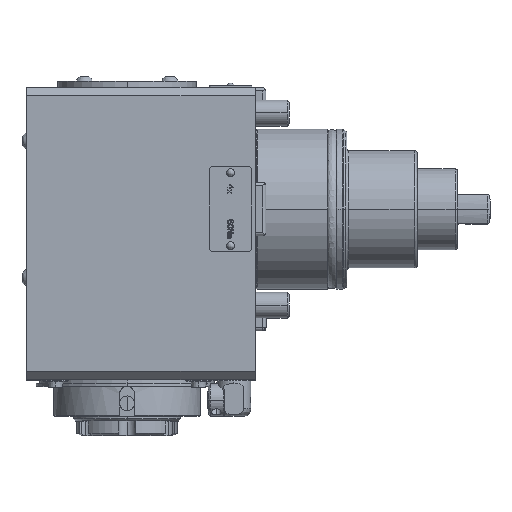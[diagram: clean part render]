
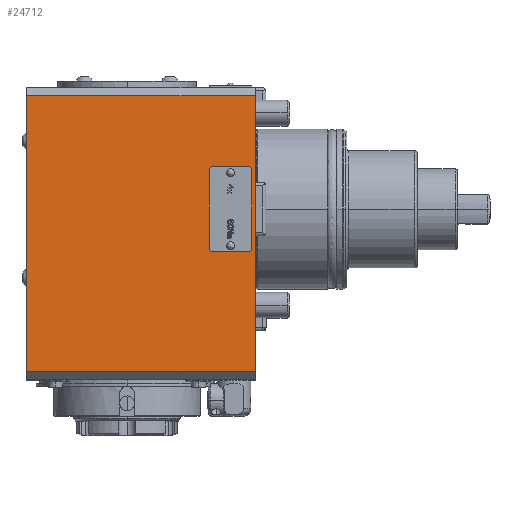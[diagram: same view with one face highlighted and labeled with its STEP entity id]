
A CAD part, top view. The second image highlights one B-rep face of the part: STEP entity #24712.
In plain terms, the highlighted planar face has unit normal (0, 0, 1).
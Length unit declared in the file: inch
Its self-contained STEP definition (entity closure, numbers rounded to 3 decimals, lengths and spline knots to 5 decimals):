
#132 = VERTEX_POINT ( 'NONE', #20152 ) ;
#573 = VERTEX_POINT ( 'NONE', #27800 ) ;
#1028 = CARTESIAN_POINT ( 'NONE',  ( 0., -3.32503, 2.20472 ) ) ;
#1090 = VERTEX_POINT ( 'NONE', #37683 ) ;
#1577 = ORIENTED_EDGE ( 'NONE', *, *, #45220, .F. ) ;
#2449 = VECTOR ( 'NONE', #20510, 39.37008 ) ;
#3221 = LINE ( 'NONE', #46073, #14853 ) ;
#3539 = EDGE_CURVE ( 'NONE', #20402, #573, #3221, .T. ) ;
#3592 = ORIENTED_EDGE ( 'NONE', *, *, #4790, .F. ) ;
#4400 = EDGE_LOOP ( 'NONE', ( #19989, #40243, #15324, #42931, #21131, #3592, #36512, #14659 ) ) ;
#4647 = CARTESIAN_POINT ( 'NONE',  ( -0.76772, 0.7874, 2.20472 ) ) ;
#4663 = DIRECTION ( 'NONE',  ( 1., 0., 0. ) ) ;
#4790 = EDGE_CURVE ( 'NONE', #573, #44473, #28739, .T. ) ;
#5408 = CARTESIAN_POINT ( 'NONE',  ( 0., -3.32503, 2.20472 ) ) ;
#6101 = DIRECTION ( 'NONE',  ( -1., 0., 0. ) ) ;
#6593 = DIRECTION ( 'NONE',  ( 1., 0., 0. ) ) ;
#7338 = ORIENTED_EDGE ( 'NONE', *, *, #13560, .F. ) ;
#7697 = CARTESIAN_POINT ( 'NONE',  ( -0.76772, 0.70866, 2.20472 ) ) ;
#8991 = EDGE_CURVE ( 'NONE', #44473, #25107, #32731, .T. ) ;
#9087 = EDGE_CURVE ( 'NONE', #30819, #16637, #40413, .T. ) ;
#9967 = ORIENTED_EDGE ( 'NONE', *, *, #34726, .T. ) ;
#10086 = DIRECTION ( 'NONE',  ( 0., 0., 1. ) ) ;
#11054 = VECTOR ( 'NONE', #31715, 39.37008 ) ;
#11593 = CARTESIAN_POINT ( 'NONE',  ( -0.84646, 0.70866, 2.20472 ) ) ;
#11723 = DIRECTION ( 'NONE',  ( 1., 0., 0. ) ) ;
#12063 = EDGE_CURVE ( 'NONE', #44258, #14107, #12817, .T. ) ;
#12556 = CARTESIAN_POINT ( 'NONE',  ( 0., 2.08661, 2.20472 ) ) ;
#12763 = CARTESIAN_POINT ( 'NONE',  ( -0.1378, 0.7874, 2.20472 ) ) ;
#12817 = LINE ( 'NONE', #27054, #2449 ) ;
#13367 = AXIS2_PLACEMENT_3D ( 'NONE', #7697, #17972, #4663 ) ;
#13451 = DIRECTION ( 'NONE',  ( 0., 0., 1. ) ) ;
#13560 = EDGE_CURVE ( 'NONE', #132, #1090, #45826, .T. ) ;
#13905 = DIRECTION ( 'NONE',  ( 0., 1., 0. ) ) ;
#13928 = DIRECTION ( 'NONE',  ( 0., -1., 0. ) ) ;
#14107 = VERTEX_POINT ( 'NONE', #23565 ) ;
#14659 = ORIENTED_EDGE ( 'NONE', *, *, #19915, .F. ) ;
#14719 = VECTOR ( 'NONE', #13905, 39.37008 ) ;
#14853 = VECTOR ( 'NONE', #13928, 39.37008 ) ;
#15324 = ORIENTED_EDGE ( 'NONE', *, *, #12063, .F. ) ;
#15865 = CARTESIAN_POINT ( 'NONE',  ( -0.1378, -0.7874, 2.20472 ) ) ;
#16139 = PLANE ( 'NONE',  #25837 ) ;
#16637 = VERTEX_POINT ( 'NONE', #45766 ) ;
#17972 = DIRECTION ( 'NONE',  ( 0., 0., 1. ) ) ;
#19865 = FACE_OUTER_BOUND ( 'NONE', #20093, .T. ) ;
#19915 = EDGE_CURVE ( 'NONE', #21457, #20402, #33475, .T. ) ;
#19989 = ORIENTED_EDGE ( 'NONE', *, *, #25603, .F. ) ;
#20093 = EDGE_LOOP ( 'NONE', ( #1577, #42969, #9967, #7338 ) ) ;
#20099 = AXIS2_PLACEMENT_3D ( 'NONE', #35151, #13451, #45369 ) ;
#20152 = CARTESIAN_POINT ( 'NONE',  ( -4.2126, -2.99213, 2.20472 ) ) ;
#20402 = VERTEX_POINT ( 'NONE', #11593 ) ;
#20510 = DIRECTION ( 'NONE',  ( 0., 1., 0. ) ) ;
#20513 = EDGE_CURVE ( 'NONE', #25107, #44258, #42400, .T. ) ;
#20571 = VERTEX_POINT ( 'NONE', #12763 ) ;
#21131 = ORIENTED_EDGE ( 'NONE', *, *, #8991, .F. ) ;
#21457 = VERTEX_POINT ( 'NONE', #4647 ) ;
#23565 = CARTESIAN_POINT ( 'NONE',  ( -0.05906, 0.70866, 2.20472 ) ) ;
#23577 = LINE ( 'NONE', #24042, #11054 ) ;
#24042 = CARTESIAN_POINT ( 'NONE',  ( 0., 0.7874, 2.20472 ) ) ;
#24334 = CARTESIAN_POINT ( 'NONE',  ( -0.76772, -0.70866, 2.20472 ) ) ;
#24712 = ADVANCED_FACE ( 'NONE', ( #30595, #19865 ), #16139, .F. ) ;
#25107 = VERTEX_POINT ( 'NONE', #15865 ) ;
#25603 = EDGE_CURVE ( 'NONE', #20571, #21457, #23577, .T. ) ;
#25837 = AXIS2_PLACEMENT_3D ( 'NONE', #5408, #31285, #6101 ) ;
#25966 = DIRECTION ( 'NONE',  ( 0., -1., 0. ) ) ;
#26205 = CARTESIAN_POINT ( 'NONE',  ( 0., -0.7874, 2.20472 ) ) ;
#26975 = CARTESIAN_POINT ( 'NONE',  ( 0., 2.08661, 2.20472 ) ) ;
#27054 = CARTESIAN_POINT ( 'NONE',  ( -0.05906, -3.32503, 2.20472 ) ) ;
#27800 = CARTESIAN_POINT ( 'NONE',  ( -0.84646, -0.70866, 2.20472 ) ) ;
#27891 = VECTOR ( 'NONE', #32880, 39.37008 ) ;
#28739 = CIRCLE ( 'NONE', #30984, 0.07874 ) ;
#30595 = FACE_BOUND ( 'NONE', #4400, .T. ) ;
#30819 = VERTEX_POINT ( 'NONE', #26975 ) ;
#30984 = AXIS2_PLACEMENT_3D ( 'NONE', #24334, #10086, #6593 ) ;
#31285 = DIRECTION ( 'NONE',  ( 0., 0., -1. ) ) ;
#31715 = DIRECTION ( 'NONE',  ( -1., 0., 0. ) ) ;
#32101 = CARTESIAN_POINT ( 'NONE',  ( -0.05906, -0.70866, 2.20472 ) ) ;
#32498 = DIRECTION ( 'NONE',  ( 0., 0., 1. ) ) ;
#32610 = VECTOR ( 'NONE', #11723, 39.37008 ) ;
#32731 = LINE ( 'NONE', #26205, #32610 ) ;
#32847 = CARTESIAN_POINT ( 'NONE',  ( 0., -2.99213, 2.20472 ) ) ;
#32880 = DIRECTION ( 'NONE',  ( -1., 0., 0. ) ) ;
#32979 = CARTESIAN_POINT ( 'NONE',  ( -0.1378, 0.70866, 2.20472 ) ) ;
#33475 = CIRCLE ( 'NONE', #13367, 0.07874 ) ;
#34726 = EDGE_CURVE ( 'NONE', #30819, #1090, #36608, .T. ) ;
#34860 = VECTOR ( 'NONE', #25966, 39.37008 ) ;
#35151 = CARTESIAN_POINT ( 'NONE',  ( -0.1378, -0.70866, 2.20472 ) ) ;
#36512 = ORIENTED_EDGE ( 'NONE', *, *, #3539, .F. ) ;
#36608 = LINE ( 'NONE', #12556, #27891 ) ;
#37683 = CARTESIAN_POINT ( 'NONE',  ( -4.2126, 2.08661, 2.20472 ) ) ;
#38866 = CARTESIAN_POINT ( 'NONE',  ( -4.2126, -0.55118, 2.20472 ) ) ;
#39252 = CARTESIAN_POINT ( 'NONE',  ( -0.76772, -0.7874, 2.20472 ) ) ;
#40126 = CIRCLE ( 'NONE', #45301, 0.07874 ) ;
#40162 = VECTOR ( 'NONE', #40674, 39.37008 ) ;
#40243 = ORIENTED_EDGE ( 'NONE', *, *, #44522, .F. ) ;
#40413 = LINE ( 'NONE', #1028, #34860 ) ;
#40416 = DIRECTION ( 'NONE',  ( 1., 0., 0. ) ) ;
#40674 = DIRECTION ( 'NONE',  ( -1., 0., 0. ) ) ;
#42400 = CIRCLE ( 'NONE', #20099, 0.07874 ) ;
#42931 = ORIENTED_EDGE ( 'NONE', *, *, #20513, .F. ) ;
#42969 = ORIENTED_EDGE ( 'NONE', *, *, #9087, .F. ) ;
#44174 = LINE ( 'NONE', #32847, #40162 ) ;
#44258 = VERTEX_POINT ( 'NONE', #32101 ) ;
#44473 = VERTEX_POINT ( 'NONE', #39252 ) ;
#44522 = EDGE_CURVE ( 'NONE', #14107, #20571, #40126, .T. ) ;
#45220 = EDGE_CURVE ( 'NONE', #16637, #132, #44174, .T. ) ;
#45301 = AXIS2_PLACEMENT_3D ( 'NONE', #32979, #32498, #40416 ) ;
#45369 = DIRECTION ( 'NONE',  ( 1., 0., 0. ) ) ;
#45766 = CARTESIAN_POINT ( 'NONE',  ( 0., -2.99213, 2.20472 ) ) ;
#45826 = LINE ( 'NONE', #38866, #14719 ) ;
#46073 = CARTESIAN_POINT ( 'NONE',  ( -0.84646, -3.32503, 2.20472 ) ) ;
